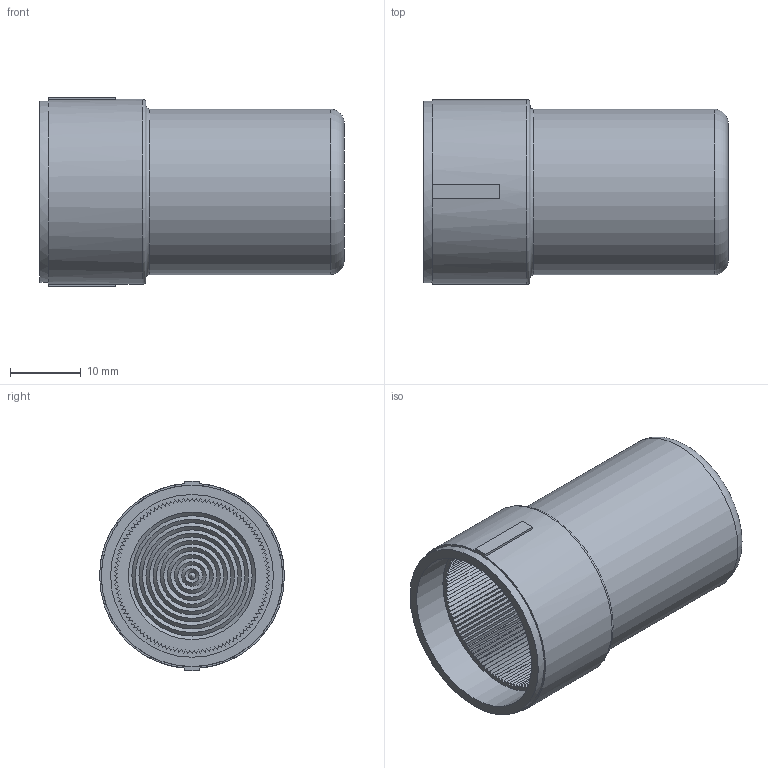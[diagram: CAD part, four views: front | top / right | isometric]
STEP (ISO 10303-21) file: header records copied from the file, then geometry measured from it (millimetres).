
FILE_DESCRIPTION((''),'2;1');
FILE_NAME('ALLx.stp','2007-11-21T14:09:25',('Philipp'),(''),'Autodesk Inventor 2008','Autodesk Inventor 2008','');
FILE_SCHEMA(('AUTOMOTIVE_DESIGN { 1 0 10303 214 1 1 1 1 }'));
Length unit declared in the file: millimetre
Products named in the file (1): ALLx
Bounding box: 43 x 26.14 x 26.75 mm (x, y, z)
Volume: 4807.7 mm3; surface area: 9451.9 mm2
Topology: 1 solids, 1 shells, 375 faces, 1088 edges, 719 vertices
Faces by surface type: plane 238, cylinder 116, cone 18, torus 2, bspline 1
Full cylindrical faces by diameter (mm): 23 x1, 23.4 x1, 25.634 x1, 26.137 x1
Entity records: 12240 total; most frequent: CARTESIAN_POINT 2196, ORIENTED_EDGE 2120, DIRECTION 2066, EDGE_CURVE 1060, VECTOR 804, LINE 804, VERTEX_POINT 716, AXIS2_PLACEMENT_3D 631
